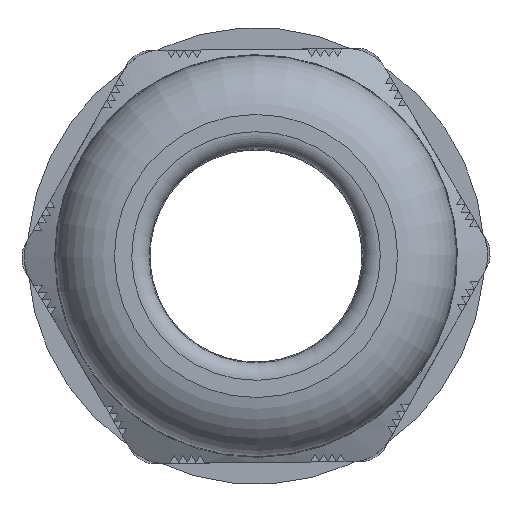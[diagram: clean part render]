
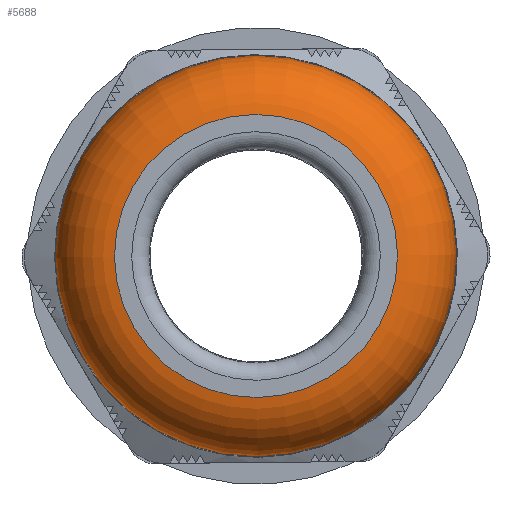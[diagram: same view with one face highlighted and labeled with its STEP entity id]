
A CAD part, left-side view. The second image highlights one B-rep face of the part: STEP entity #5688.
In plain terms, the highlighted toroidal (fillet/blend) face has major radius 7.746 mm and minor radius 3.919 mm.
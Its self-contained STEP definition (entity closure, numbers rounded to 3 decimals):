
#295=TOROIDAL_SURFACE('',#6195,7.746,3.919);
#330=FACE_BOUND('',#1145,.T.);
#814=FACE_OUTER_BOUND('',#1144,.T.);
#1144=EDGE_LOOP('',(#5287));
#1145=EDGE_LOOP('',(#5288));
#2201=CIRCLE('',#6188,8.225);
#2204=CIRCLE('',#6196,11.665);
#2773=VERTEX_POINT('',#13055);
#2775=VERTEX_POINT('',#13065);
#3613=EDGE_CURVE('',#2773,#2773,#2201,.T.);
#3616=EDGE_CURVE('',#2775,#2775,#2204,.T.);
#5287=ORIENTED_EDGE('',*,*,#3616,.F.);
#5288=ORIENTED_EDGE('',*,*,#3613,.T.);
#5688=ADVANCED_FACE('',(#814,#330),#295,.T.);
#6188=AXIS2_PLACEMENT_3D('',#13056,#7607,#7608);
#6195=AXIS2_PLACEMENT_3D('',#13064,#7621,#7622);
#6196=AXIS2_PLACEMENT_3D('',#13066,#7623,#7624);
#7607=DIRECTION('center_axis',(1.,0.,0.));
#7608=DIRECTION('ref_axis',(0.,0.,-1.));
#7621=DIRECTION('center_axis',(1.,0.,0.));
#7622=DIRECTION('ref_axis',(0.,0.,-1.));
#7623=DIRECTION('center_axis',(1.,0.,0.));
#7624=DIRECTION('ref_axis',(0.,0.,-1.));
#13055=CARTESIAN_POINT('',(-17.98,8.225,0.));
#13056=CARTESIAN_POINT('Origin',(-17.98,0.,0.));
#13064=CARTESIAN_POINT('Origin',(-14.09,0.,0.));
#13065=CARTESIAN_POINT('',(-14.09,11.665,0.));
#13066=CARTESIAN_POINT('Origin',(-14.09,0.,0.));
